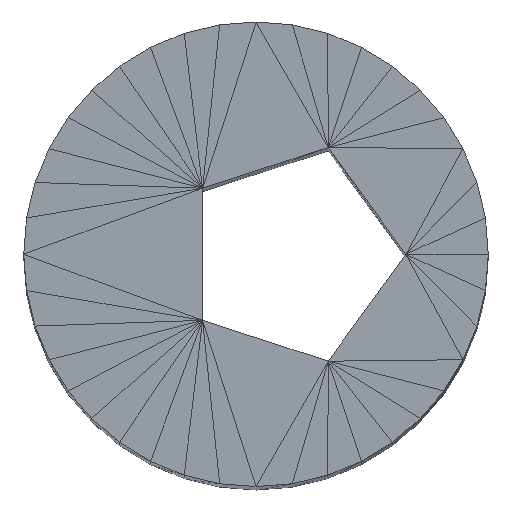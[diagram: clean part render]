
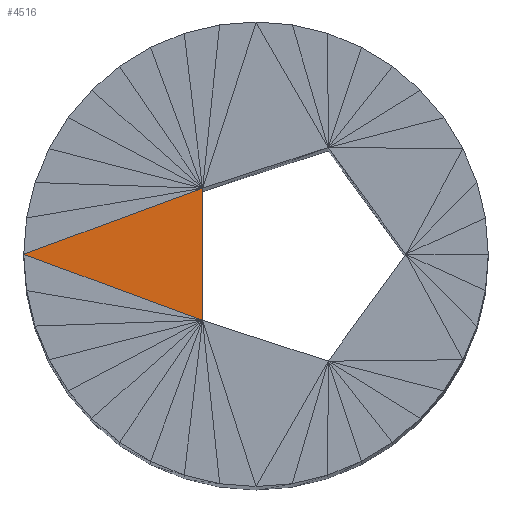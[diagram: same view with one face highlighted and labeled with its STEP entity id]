
A CAD part, top view. The second image highlights one B-rep face of the part: STEP entity #4516.
In plain terms, the highlighted planar face has unit normal (0, 0, 1).
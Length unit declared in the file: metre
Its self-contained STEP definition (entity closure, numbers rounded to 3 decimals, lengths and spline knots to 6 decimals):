
#457 = VERTEX_POINT('',#458);
#458 = CARTESIAN_POINT('',(-0.713525,0.881678,26.4));
#2248 = VERTEX_POINT('',#2249);
#2249 = CARTESIAN_POINT('',(-0.713525,-0.881678,26.4));
#2258 = PLANE('',#2259);
#2259 = AXIS2_PLACEMENT_3D('',#2260,#2261,#2262);
#2260 = CARTESIAN_POINT('',(-0.713525,0.426133,13.626133));
#2261 = DIRECTION('',(1.,0.,0.));
#2262 = DIRECTION('',(0.,1.,0.));
#2301 = EDGE_CURVE('',#457,#2248,#2302,.T.);
#2302 = SURFACE_CURVE('',#2303,(#2307,#2314),.PCURVE_S1.);
#2303 = LINE('',#2304,#2305);
#2304 = CARTESIAN_POINT('',(-0.713525,0.881678,26.4));
#2305 = VECTOR('',#2306,1.);
#2306 = DIRECTION('',(0.,-1.,0.));
#2307 = PCURVE('',#2258,#2308);
#2308 = DEFINITIONAL_REPRESENTATION('',(#2309),#2313);
#2309 = LINE('',#2310,#2311);
#2310 = CARTESIAN_POINT('',(0.456,12.774));
#2311 = VECTOR('',#2312,1.);
#2312 = DIRECTION('',(-1.,0.));
#2313 = ( GEOMETRIC_REPRESENTATION_CONTEXT(2) 
PARAMETRIC_REPRESENTATION_CONTEXT() REPRESENTATION_CONTEXT('2D SPACE',''
  ) );
#2314 = PCURVE('',#2315,#2320);
#2315 = PLANE('',#2316);
#2316 = AXIS2_PLACEMENT_3D('',#2317,#2318,#2319);
#2317 = CARTESIAN_POINT('',(-1.599667,0.,26.4));
#2318 = DIRECTION('',(0.,0.,1.));
#2319 = DIRECTION('',(1.,0.,0.));
#2320 = DEFINITIONAL_REPRESENTATION('',(#2321),#2324);
#2321 = B_SPLINE_CURVE_WITH_KNOTS('',1,(#2322,#2323),.UNSPECIFIED.,.F.,
  .F.,(2,2),(0.,1.763356),.PIECEWISE_BEZIER_KNOTS.);
#2322 = CARTESIAN_POINT('',(0.886,0.882));
#2323 = CARTESIAN_POINT('',(0.886,-0.882));
#2324 = ( GEOMETRIC_REPRESENTATION_CONTEXT(2) 
PARAMETRIC_REPRESENTATION_CONTEXT() REPRESENTATION_CONTEXT('2D SPACE',''
  ) );
#4134 = PLANE('',#4135);
#4135 = AXIS2_PLACEMENT_3D('',#4136,#4137,#4138);
#4136 = CARTESIAN_POINT('',(-2.003897,0.529708,26.4));
#4137 = DIRECTION('',(0.,0.,1.));
#4138 = DIRECTION('',(1.,0.,0.));
#4339 = VERTEX_POINT('',#4340);
#4340 = CARTESIAN_POINT('',(-3.1,0.,26.4));
#4439 = EDGE_CURVE('',#4339,#457,#4440,.T.);
#4440 = SURFACE_CURVE('',#4441,(#4445,#4452),.PCURVE_S1.);
#4441 = LINE('',#4442,#4443);
#4442 = CARTESIAN_POINT('',(-3.1,0.,26.4));
#4443 = VECTOR('',#4444,1.);
#4444 = DIRECTION('',(0.938,0.347,0.));
#4445 = PCURVE('',#4134,#4446);
#4446 = DEFINITIONAL_REPRESENTATION('',(#4447),#4451);
#4447 = LINE('',#4448,#4449);
#4448 = CARTESIAN_POINT('',(-1.096,-0.53));
#4449 = VECTOR('',#4450,1.);
#4450 = DIRECTION('',(0.938,0.347));
#4451 = ( GEOMETRIC_REPRESENTATION_CONTEXT(2) 
PARAMETRIC_REPRESENTATION_CONTEXT() REPRESENTATION_CONTEXT('2D SPACE',''
  ) );
#4452 = PCURVE('',#2315,#4453);
#4453 = DEFINITIONAL_REPRESENTATION('',(#4454),#4457);
#4454 = B_SPLINE_CURVE_WITH_KNOTS('',1,(#4455,#4456),.UNSPECIFIED.,.F.,
  .F.,(2,2),(0.,2.544134),.PIECEWISE_BEZIER_KNOTS.);
#4455 = CARTESIAN_POINT('',(-1.5,0.));
#4456 = CARTESIAN_POINT('',(0.886,0.882));
#4457 = ( GEOMETRIC_REPRESENTATION_CONTEXT(2) 
PARAMETRIC_REPRESENTATION_CONTEXT() REPRESENTATION_CONTEXT('2D SPACE',''
  ) );
#4516 = ADVANCED_FACE('',(#4517),#2315,.T.);
#4517 = FACE_BOUND('',#4518,.T.);
#4518 = EDGE_LOOP('',(#4519,#4520,#4545));
#4519 = ORIENTED_EDGE('',*,*,#4439,.F.);
#4520 = ORIENTED_EDGE('',*,*,#4521,.T.);
#4521 = EDGE_CURVE('',#4339,#2248,#4522,.T.);
#4522 = SURFACE_CURVE('',#4523,(#4527,#4534),.PCURVE_S1.);
#4523 = LINE('',#4524,#4525);
#4524 = CARTESIAN_POINT('',(-3.1,0.,26.4));
#4525 = VECTOR('',#4526,1.);
#4526 = DIRECTION('',(0.938,-0.347,0.));
#4527 = PCURVE('',#2315,#4528);
#4528 = DEFINITIONAL_REPRESENTATION('',(#4529),#4533);
#4529 = LINE('',#4530,#4531);
#4530 = CARTESIAN_POINT('',(-1.5,0.));
#4531 = VECTOR('',#4532,1.);
#4532 = DIRECTION('',(0.938,-0.347));
#4533 = ( GEOMETRIC_REPRESENTATION_CONTEXT(2) 
PARAMETRIC_REPRESENTATION_CONTEXT() REPRESENTATION_CONTEXT('2D SPACE',''
  ) );
#4534 = PCURVE('',#4535,#4540);
#4535 = PLANE('',#4536);
#4536 = AXIS2_PLACEMENT_3D('',#4537,#4538,#4539);
#4537 = CARTESIAN_POINT('',(-2.003897,-0.529708,26.4));
#4538 = DIRECTION('',(0.,0.,1.));
#4539 = DIRECTION('',(1.,0.,0.));
#4540 = DEFINITIONAL_REPRESENTATION('',(#4541),#4544);
#4541 = B_SPLINE_CURVE_WITH_KNOTS('',1,(#4542,#4543),.UNSPECIFIED.,.F.,
  .F.,(2,2),(0.,2.544134),.PIECEWISE_BEZIER_KNOTS.);
#4542 = CARTESIAN_POINT('',(-1.096,0.53));
#4543 = CARTESIAN_POINT('',(1.29,-0.352));
#4544 = ( GEOMETRIC_REPRESENTATION_CONTEXT(2) 
PARAMETRIC_REPRESENTATION_CONTEXT() REPRESENTATION_CONTEXT('2D SPACE',''
  ) );
#4545 = ORIENTED_EDGE('',*,*,#2301,.F.);
